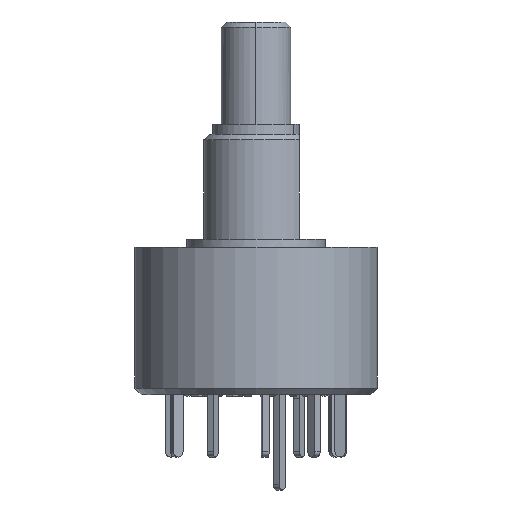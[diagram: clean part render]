
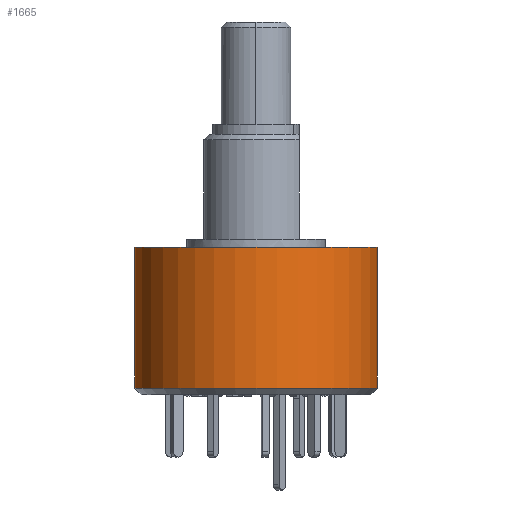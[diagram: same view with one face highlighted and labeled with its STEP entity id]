
A CAD part, left-side view. The second image highlights one B-rep face of the part: STEP entity #1665.
In plain terms, the highlighted cylindrical face has radius 7 mm (diameter 14 mm), a partial arc.
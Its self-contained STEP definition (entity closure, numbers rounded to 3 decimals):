
#562 = DIRECTION ( 'NONE',  ( 0., 1., 0. ) ) ;
#690 = DIRECTION ( 'NONE',  ( 0., 0., 1. ) ) ;
#1029 = CARTESIAN_POINT ( 'NONE',  ( 0., 0., -0.45 ) ) ;
#1665 = ADVANCED_FACE ( 'NONE', ( #4435 ), #13855, .T. ) ;
#2086 = EDGE_CURVE ( 'NONE', #6574, #8136, #7667, .T. ) ;
#2429 = CARTESIAN_POINT ( 'NONE',  ( 0., -7., -0.45 ) ) ;
#2486 = VERTEX_POINT ( 'NONE', #2798 ) ;
#2798 = CARTESIAN_POINT ( 'NONE',  ( 0., 7., -0.45 ) ) ;
#4415 = CARTESIAN_POINT ( 'NONE',  ( 0., 0., -8.574 ) ) ;
#4435 = FACE_OUTER_BOUND ( 'NONE', #14220, .T. ) ;
#5505 = DIRECTION ( 'NONE',  ( 0., -1., 0. ) ) ;
#6574 = VERTEX_POINT ( 'NONE', #12724 ) ;
#6718 = ORIENTED_EDGE ( 'NONE', *, *, #7020, .F. ) ;
#7020 = EDGE_CURVE ( 'NONE', #11096, #8136, #8036, .T. ) ;
#7263 = DIRECTION ( 'NONE',  ( 0., -1., 0. ) ) ;
#7586 = DIRECTION ( 'NONE',  ( 0., 0., -1. ) ) ;
#7667 = CIRCLE ( 'NONE', #10787, 7. ) ;
#8036 = LINE ( 'NONE', #2429, #12447 ) ;
#8136 = VERTEX_POINT ( 'NONE', #15082 ) ;
#8373 = CIRCLE ( 'NONE', #10934, 7. ) ;
#8949 = CARTESIAN_POINT ( 'NONE',  ( 0., 7., -0.45 ) ) ;
#9815 = EDGE_CURVE ( 'NONE', #2486, #11096, #8373, .T. ) ;
#9885 = DIRECTION ( 'NONE',  ( 0., 0., 1. ) ) ;
#10396 = EDGE_CURVE ( 'NONE', #2486, #6574, #15672, .T. ) ;
#10787 = AXIS2_PLACEMENT_3D ( 'NONE', #4415, #690, #5505 ) ;
#10795 = ORIENTED_EDGE ( 'NONE', *, *, #10396, .T. ) ;
#10934 = AXIS2_PLACEMENT_3D ( 'NONE', #1029, #9885, #7263 ) ;
#11096 = VERTEX_POINT ( 'NONE', #13750 ) ;
#11198 = ORIENTED_EDGE ( 'NONE', *, *, #2086, .T. ) ;
#11482 = CARTESIAN_POINT ( 'NONE',  ( 0., 0., -0.45 ) ) ;
#12447 = VECTOR ( 'NONE', #13541, 1000. ) ;
#12724 = CARTESIAN_POINT ( 'NONE',  ( 0., 7., -8.574 ) ) ;
#13541 = DIRECTION ( 'NONE',  ( 0., 0., -1. ) ) ;
#13750 = CARTESIAN_POINT ( 'NONE',  ( 0., -7., -0.45 ) ) ;
#13855 = CYLINDRICAL_SURFACE ( 'NONE', #14172, 7. ) ;
#14112 = VECTOR ( 'NONE', #7586, 1000. ) ;
#14172 = AXIS2_PLACEMENT_3D ( 'NONE', #11482, #15273, #562 ) ;
#14214 = ORIENTED_EDGE ( 'NONE', *, *, #9815, .F. ) ;
#14220 = EDGE_LOOP ( 'NONE', ( #6718, #14214, #10795, #11198 ) ) ;
#15082 = CARTESIAN_POINT ( 'NONE',  ( 0., -7., -8.574 ) ) ;
#15273 = DIRECTION ( 'NONE',  ( 0., 0., -1. ) ) ;
#15672 = LINE ( 'NONE', #8949, #14112 ) ;
